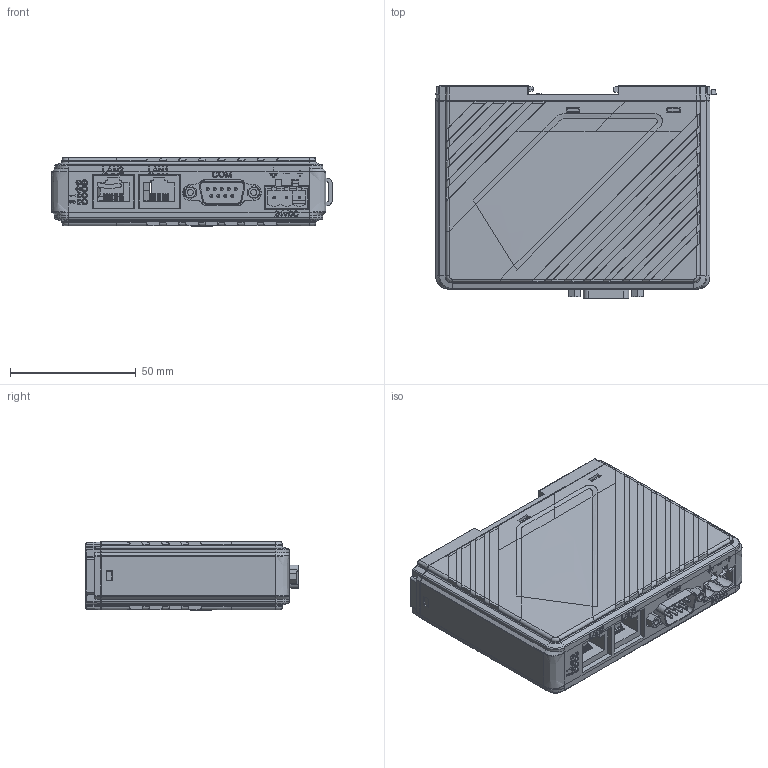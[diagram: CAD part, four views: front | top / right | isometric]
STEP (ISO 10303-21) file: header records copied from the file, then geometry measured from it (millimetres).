
FILE_DESCRIPTION (( 'STEP AP203' ), '1' );
FILE_NAME ('cMT-G01_170411.STEP', '2017-07-28T05:18:01', ( 'annayang' ), ( '' ), 'SwSTEP 2.0', 'SolidWorks 2011', '' );
FILE_SCHEMA (( 'CONFIG_CONTROL_DESIGN' ));
Length unit declared in the file: millimetre
Products named in the file (1): cMT-G01_170411
Bounding box: 111.48 x 84.45 x 27.07 mm (x, y, z)
Surface area: 49821.2 mm2 (no closed solid volume)
Topology: 0 solids, 21 shells, 1228 faces, 4344 edges, 3107 vertices
Faces by surface type: plane 694, cylinder 288, cone 137, torus 65, bspline 38, sphere 6
Entity records: 52265 total; most frequent: CARTESIAN_POINT 16854, ORIENTED_EDGE 7549, DIRECTION 6585, EDGE_CURVE 4328, VERTEX_POINT 3107, VECTOR 2873, LINE 2873, AXIS2_PLACEMENT_3D 1856
